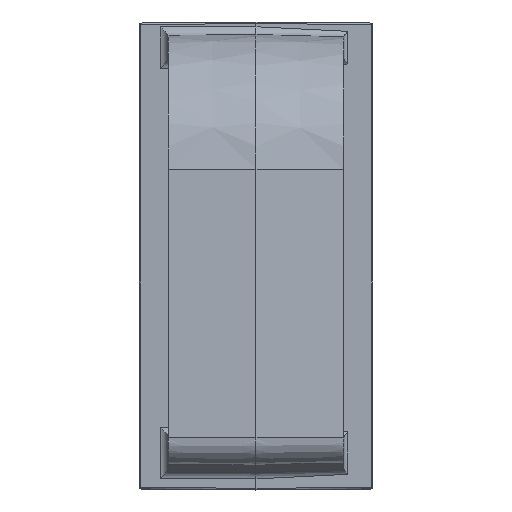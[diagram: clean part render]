
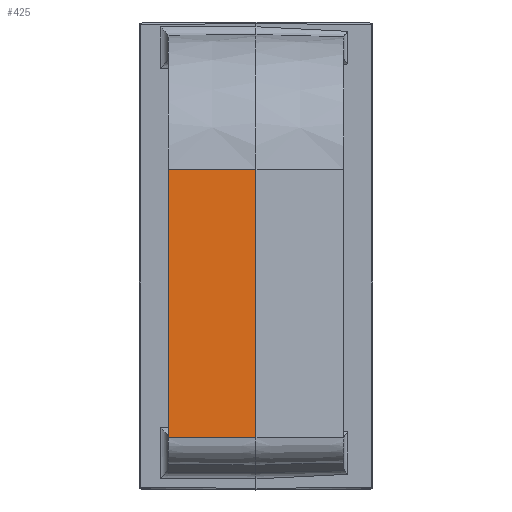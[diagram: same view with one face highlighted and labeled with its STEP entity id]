
A CAD part, top view. The second image highlights one B-rep face of the part: STEP entity #425.
In plain terms, the highlighted planar face has unit normal (-0.009, 0.052, 0.999).
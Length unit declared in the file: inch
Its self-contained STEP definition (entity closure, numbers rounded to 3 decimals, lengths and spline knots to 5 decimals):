
#425=ADVANCED_FACE('',(#773),#666,.T.);
#666=PLANE('',#4740);
#773=FACE_OUTER_BOUND('',#1025,.T.);
#1025=EDGE_LOOP('',(#2151,#2152,#2153,#2154));
#1284=LINE('',#6683,#1634);
#1318=LINE('',#6857,#1668);
#1329=LINE('',#6882,#1679);
#1330=LINE('',#6884,#1680);
#1634=VECTOR('',#5250,1.);
#1668=VECTOR('',#5346,1.);
#1679=VECTOR('',#5381,1.);
#1680=VECTOR('',#5384,1.);
#2151=ORIENTED_EDGE('',*,*,#3903,.F.);
#2152=ORIENTED_EDGE('',*,*,#3915,.F.);
#2153=ORIENTED_EDGE('',*,*,#3842,.F.);
#2154=ORIENTED_EDGE('',*,*,#3916,.T.);
#3399=VERTEX_POINT('',#6682);
#3400=VERTEX_POINT('',#6684);
#3448=VERTEX_POINT('',#6856);
#3449=VERTEX_POINT('',#6858);
#3842=EDGE_CURVE('',#3399,#3400,#1284,.T.);
#3903=EDGE_CURVE('',#3448,#3449,#1318,.T.);
#3915=EDGE_CURVE('',#3400,#3448,#1329,.T.);
#3916=EDGE_CURVE('',#3399,#3449,#1330,.T.);
#4740=AXIS2_PLACEMENT_3D('',#6885,#5385,#5386);
#5250=DIRECTION('',(0.,-0.999,0.052));
#5346=DIRECTION('',(0.,0.999,-0.052));
#5381=DIRECTION('',(-1.,0.,-0.009));
#5384=DIRECTION('',(-1.,0.,-0.009));
#5385=DIRECTION('',(-0.009,0.052,0.999));
#5386=DIRECTION('',(0.,-0.999,0.052));
#6682=CARTESIAN_POINT('',(-0.31223,1.05173,1.00364));
#6683=CARTESIAN_POINT('',(-0.31223,0.62067,1.02623));
#6684=CARTESIAN_POINT('',(-0.31223,0.19161,1.04872));
#6856=CARTESIAN_POINT('',(-0.59348,0.19148,1.04627));
#6857=CARTESIAN_POINT('',(-0.59348,0.18948,1.04637));
#6858=CARTESIAN_POINT('',(-0.59348,1.05161,1.00119));
#6882=CARTESIAN_POINT('',(-0.31295,0.19161,1.04871));
#6884=CARTESIAN_POINT('',(-0.31622,1.05173,1.00361));
#6885=CARTESIAN_POINT('',(-0.31223,0.62067,1.02623));
